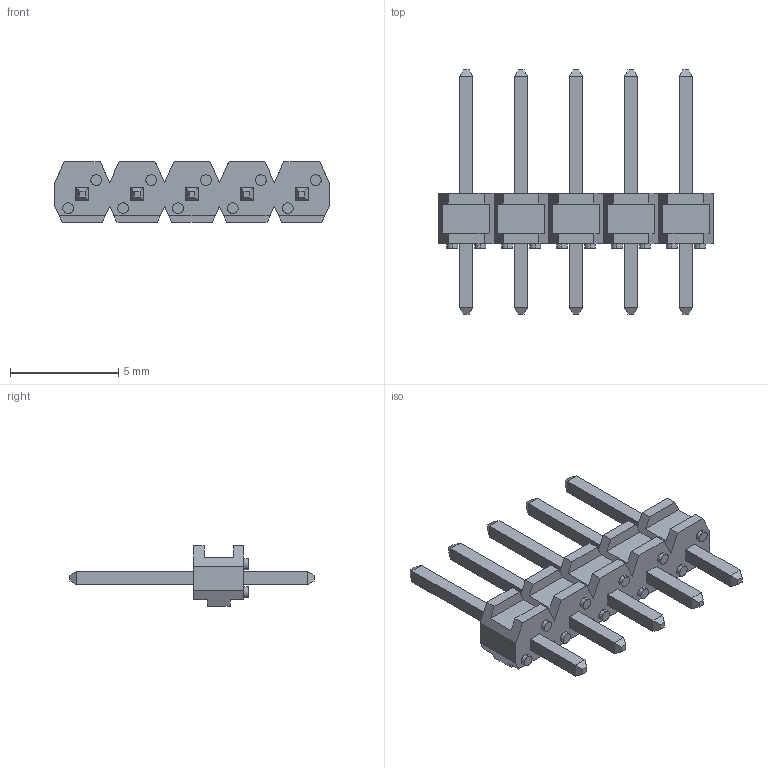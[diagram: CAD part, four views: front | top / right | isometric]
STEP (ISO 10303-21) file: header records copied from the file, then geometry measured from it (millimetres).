
FILE_DESCRIPTION (( 'STEP AP214' ), '1' );
FILE_NAME ('7516011805LF.STEP', '2022-03-08T11:54:17', ( '' ), ( '' ), 'SwSTEP 2.0', 'SolidWorks 2020', '' );
FILE_SCHEMA (( 'AUTOMOTIVE_DESIGN' ));
Length unit declared in the file: millimetre
Products named in the file (1): 7516011805LF
Bounding box: 12.7 x 11.3 x 2.8 mm (x, y, z)
Volume: 81.3 mm3; surface area: 324.9 mm2
Topology: 6 solids, 6 shells, 194 faces, 476 edges, 304 vertices
Faces by surface type: plane 174, cylinder 20
Entity records: 6295 total; most frequent: CARTESIAN_POINT 975, ORIENTED_EDGE 952, DIRECTION 906, EDGE_CURVE 476, LINE 436, VECTOR 436, VERTEX_POINT 304, AXIS2_PLACEMENT_3D 235
